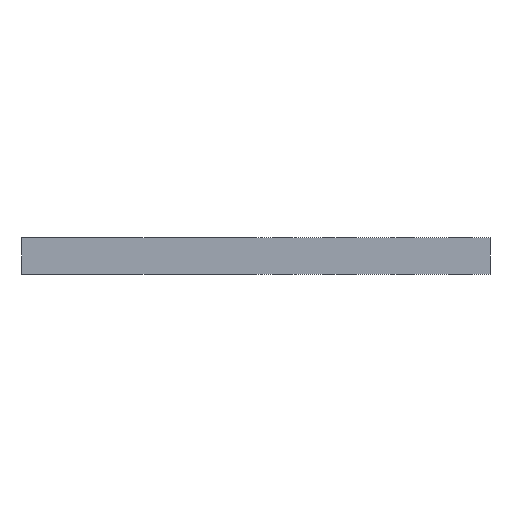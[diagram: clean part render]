
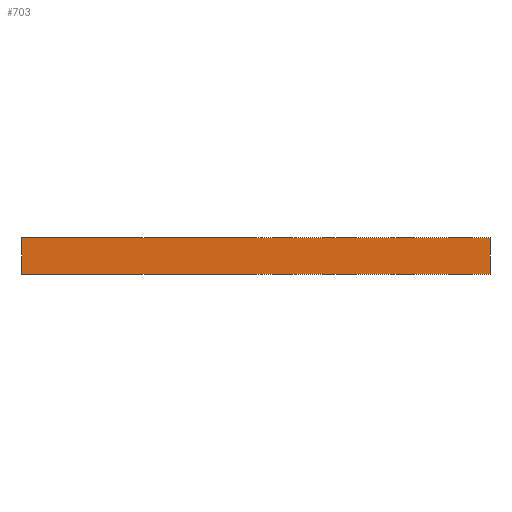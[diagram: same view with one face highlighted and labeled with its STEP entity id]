
A CAD part, front view. The second image highlights one B-rep face of the part: STEP entity #703.
In plain terms, the highlighted planar face has unit normal (0, -1, 0).
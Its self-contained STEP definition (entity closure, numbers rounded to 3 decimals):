
#66=PLANE('',#804);
#97=FACE_OUTER_BOUND('',#128,.T.);
#128=EDGE_LOOP('',(#559,#560,#561,#562));
#213=LINE('',#1174,#250);
#214=LINE('',#1177,#251);
#215=LINE('',#1179,#252);
#216=LINE('',#1180,#253);
#250=VECTOR('',#995,10.);
#251=VECTOR('',#998,10.);
#252=VECTOR('',#999,10.);
#253=VECTOR('',#1000,10.);
#360=VERTEX_POINT('',#1170);
#361=VERTEX_POINT('',#1172);
#362=VERTEX_POINT('',#1176);
#363=VERTEX_POINT('',#1178);
#445=EDGE_CURVE('',#360,#361,#213,.T.);
#446=EDGE_CURVE('',#362,#360,#214,.T.);
#447=EDGE_CURVE('',#363,#361,#215,.T.);
#448=EDGE_CURVE('',#362,#363,#216,.T.);
#559=ORIENTED_EDGE('',*,*,#446,.T.);
#560=ORIENTED_EDGE('',*,*,#445,.T.);
#561=ORIENTED_EDGE('',*,*,#447,.F.);
#562=ORIENTED_EDGE('',*,*,#448,.F.);
#703=ADVANCED_FACE('',(#97),#66,.T.);
#804=AXIS2_PLACEMENT_3D('',#1175,#996,#997);
#995=DIRECTION('',(0.,0.,1.));
#996=DIRECTION('center_axis',(0.,-1.,0.));
#997=DIRECTION('ref_axis',(1.,0.,0.));
#998=DIRECTION('',(1.,0.,0.));
#999=DIRECTION('',(1.,0.,0.));
#1000=DIRECTION('',(0.,0.,1.));
#1170=CARTESIAN_POINT('',(20.32,0.,0.));
#1172=CARTESIAN_POINT('',(20.32,0.,1.57));
#1174=CARTESIAN_POINT('',(20.32,0.,0.));
#1175=CARTESIAN_POINT('Origin',(0.,0.,0.));
#1176=CARTESIAN_POINT('',(0.,0.,0.));
#1177=CARTESIAN_POINT('',(0.,0.,0.));
#1178=CARTESIAN_POINT('',(0.,0.,1.57));
#1179=CARTESIAN_POINT('',(0.,0.,1.57));
#1180=CARTESIAN_POINT('',(0.,0.,0.));
